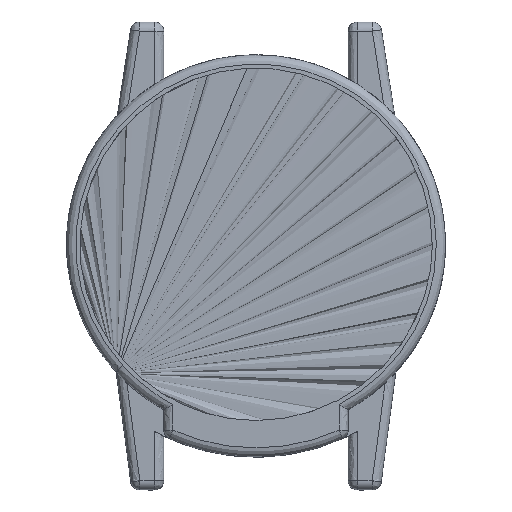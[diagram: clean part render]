
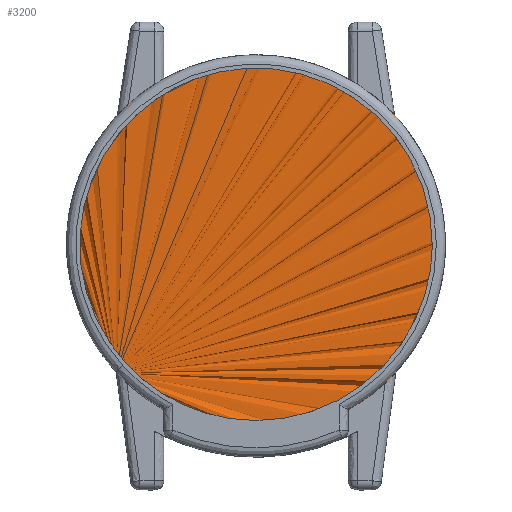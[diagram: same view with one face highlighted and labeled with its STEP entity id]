
A CAD part, top view. The second image highlights one B-rep face of the part: STEP entity #3200.
In plain terms, the highlighted free-form (B-spline) face has degree [2, 1] with [11, 2] control points.
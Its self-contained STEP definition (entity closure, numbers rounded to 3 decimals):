
#2951=CARTESIAN_POINT('',(-15.322,-13.993,8.533));
#2952=VERTEX_POINT('',#2951);
#2961=CARTESIAN_POINT('',(-15.315,-14.,10.));
#2962=VERTEX_POINT('',#2961);
#2963=CARTESIAN_POINT('',(-15.315,-14.,10.));
#2964=CARTESIAN_POINT('',(-15.315,-14.,9.75));
#2965=CARTESIAN_POINT('',(-15.315,-14.,9.5));
#2966=CARTESIAN_POINT('',(-15.316,-13.999,9.21));
#2967=CARTESIAN_POINT('',(-15.312,-14.004,8.775));
#2968=CARTESIAN_POINT('',(-15.322,-13.993,8.582));
#2969=CARTESIAN_POINT('',(-15.322,-13.993,8.533));
#2970=B_SPLINE_CURVE_WITH_KNOTS('',2,(#2963,#2964,#2965,#2966,#2967,#2968,#2969),.UNSPECIFIED.,.F.,.U.,(3,2,1,1,3),(0.103,0.154,0.213,0.243,0.253),.UNSPECIFIED.);
#2971=EDGE_CURVE('',#2962,#2952,#2970,.T.);
#3140=CARTESIAN_POINT('',(-35.114,7.659,0.));
#3141=CARTESIAN_POINT('',(-35.114,7.659,11.));
#3142=CARTESIAN_POINT('',(-25.215,-3.17,0.));
#3143=CARTESIAN_POINT('',(-25.215,-3.17,11.));
#3144=CARTESIAN_POINT('',(-15.315,-14.,0.));
#3145=CARTESIAN_POINT('',(-15.315,-14.,11.));
#3146=CARTESIAN_POINT('',(-1.315,-29.315,0.));
#3147=CARTESIAN_POINT('',(-1.315,-29.315,11.));
#3148=CARTESIAN_POINT('',(14.,-15.315,0.));
#3149=CARTESIAN_POINT('',(14.,-15.315,11.));
#3150=CARTESIAN_POINT('',(29.315,-1.315,0.));
#3151=CARTESIAN_POINT('',(29.315,-1.315,11.));
#3152=CARTESIAN_POINT('',(15.315,14.,0.));
#3153=CARTESIAN_POINT('',(15.315,14.,11.));
#3154=CARTESIAN_POINT('',(1.315,29.315,0.));
#3155=CARTESIAN_POINT('',(1.315,29.315,11.));
#3156=CARTESIAN_POINT('',(-14.,15.315,0.));
#3157=CARTESIAN_POINT('',(-14.,15.315,11.));
#3158=CARTESIAN_POINT('',(-29.315,1.315,0.));
#3159=CARTESIAN_POINT('',(-29.315,1.315,11.));
#3160=CARTESIAN_POINT('',(-15.315,-14.,0.));
#3161=CARTESIAN_POINT('',(-15.315,-14.,11.));
#3162=(BOUNDED_SURFACE()B_SPLINE_SURFACE(2,1,((#3140,#3141),(#3142,#3143),(#3144,#3145),(#3146,#3147),(#3148,#3149),(#3150,#3151),(#3152,#3153),(#3154,#3155),(#3156,#3157),(#3158,#3159),(#3160,#3161)),.SURF_OF_LINEAR_EXTRUSION.,.F.,.F.,.U.)B_SPLINE_SURFACE_WITH_KNOTS((3,2,2,2,2,3),(2,2),(-0.25,0.,0.25,0.5,0.75,1.),(0.,1.),.UNSPECIFIED.)GEOMETRIC_REPRESENTATION_ITEM()RATIONAL_B_SPLINE_SURFACE(((1.,1.),(1.,1.),(1.,1.),(0.707,0.707),(1.,1.),(0.707,0.707),(1.,1.),(0.707,0.707),(1.,1.),(0.707,0.707),(1.,1.)))REPRESENTATION_ITEM('')SURFACE());
#3163=CARTESIAN_POINT('',(-10.1,-18.126,9.5));
#3164=VERTEX_POINT('',#3163);
#3165=CARTESIAN_POINT('',(-14.15,-15.177,9.5));
#3166=VERTEX_POINT('',#3165);
#3167=CARTESIAN_POINT('',(-10.1,-18.126,9.5));
#3168=CARTESIAN_POINT('',(-10.238,-18.049,9.5));
#3169=CARTESIAN_POINT('',(-10.375,-17.97,9.5));
#3170=CARTESIAN_POINT('',(-12.422,-16.788,9.5));
#3171=CARTESIAN_POINT('',(-14.15,-15.177,9.5));
#3172=(BOUNDED_CURVE()B_SPLINE_CURVE(2,(#3167,#3168,#3169,#3170,#3171),.CIRCULAR_ARC.,.F.,.U.)B_SPLINE_CURVE_WITH_KNOTS((3,2,3),(0.33,0.333,0.374),.UNSPECIFIED.)CURVE()GEOMETRIC_REPRESENTATION_ITEM()RATIONAL_B_SPLINE_CURVE((0.991,0.996,1.,0.938,0.892))REPRESENTATION_ITEM(''));
#3173=EDGE_CURVE('',#3164,#3166,#3172,.T.);
#3174=ORIENTED_EDGE('',*,*,#3173,.F.);
#3175=CARTESIAN_POINT('',(-10.1,-18.126,10.));
#3176=VERTEX_POINT('',#3175);
#3177=CARTESIAN_POINT('',(-10.1,-18.126,9.5));
#3178=CARTESIAN_POINT('',(-10.1,-18.126,10.));
#3179=B_SPLINE_CURVE_WITH_KNOTS('',1,(#3177,#3178),.POLYLINE_FORM.,.F.,.U.,(2,2),(0.,0.333),.UNSPECIFIED.);
#3180=EDGE_CURVE('',#3164,#3176,#3179,.T.);
#3181=ORIENTED_EDGE('',*,*,#3180,.T.);
#3182=CARTESIAN_POINT('',(-15.315,-14.,10.));
#3183=CARTESIAN_POINT('',(-13.043,-16.486,10.));
#3184=CARTESIAN_POINT('',(-10.1,-18.126,10.));
#3185=(BOUNDED_CURVE()B_SPLINE_CURVE(2,(#3182,#3183,#3184),.CIRCULAR_ARC.,.F.,.U.)B_SPLINE_CURVE_WITH_KNOTS((3,3),(0.,1.),.UNSPECIFIED.)CURVE()GEOMETRIC_REPRESENTATION_ITEM()RATIONAL_B_SPLINE_CURVE((1.,0.987,1.))REPRESENTATION_ITEM(''));
#3186=EDGE_CURVE('',#2962,#3176,#3185,.T.);
#3187=ORIENTED_EDGE('',*,*,#3186,.F.);
#3188=ORIENTED_EDGE('',*,*,#2971,.T.);
#3189=CARTESIAN_POINT('',(-15.319,-13.992,8.534));
#3190=CARTESIAN_POINT('',(-15.309,-14.003,8.77));
#3191=CARTESIAN_POINT('',(-15.185,-14.143,8.989));
#3192=CARTESIAN_POINT('',(-14.815,-14.532,9.384));
#3193=CARTESIAN_POINT('',(-14.465,-14.884,9.5));
#3194=CARTESIAN_POINT('',(-14.15,-15.177,9.5));
#3195=B_SPLINE_CURVE_WITH_KNOTS('',3,(#3189,#3190,#3191,#3192,#3193,#3194),.UNSPECIFIED.,.F.,.U.,(4,2,4),(0.,1.,2.942),.UNSPECIFIED.);
#3196=EDGE_CURVE('',#2952,#3166,#3195,.T.);
#3197=ORIENTED_EDGE('',*,*,#3196,.T.);
#3198=EDGE_LOOP('',(#3174,#3181,#3187,#3188,#3197));
#3199=FACE_OUTER_BOUND('',#3198,.T.);
#3200=ADVANCED_FACE('',(#3199),#3162,.T.);
